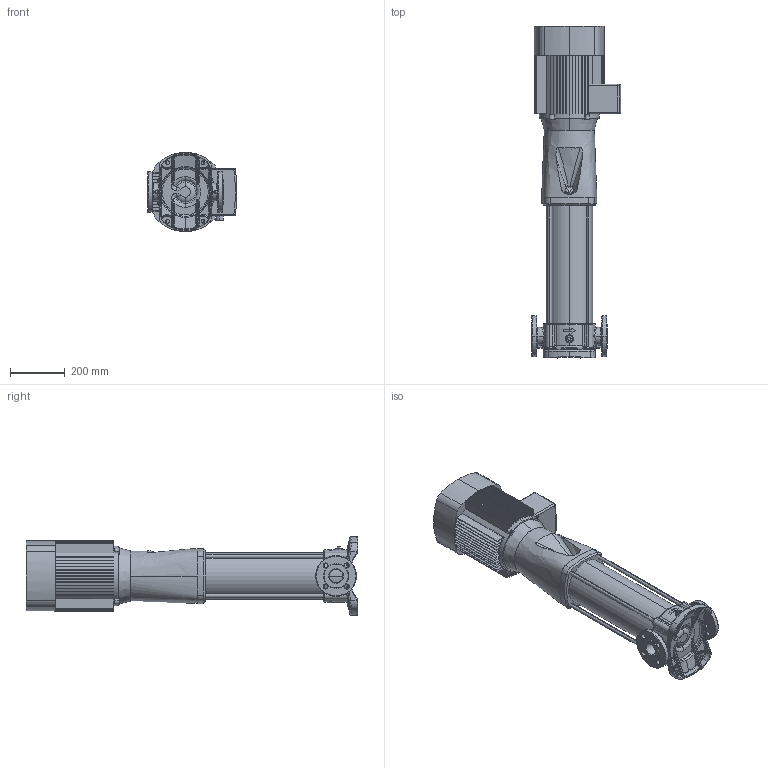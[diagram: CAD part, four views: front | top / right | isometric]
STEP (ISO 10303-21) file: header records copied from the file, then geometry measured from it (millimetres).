
FILE_DESCRIPTION (( 'STEP AP203' ), '1' );
FILE_NAME ('CDM(F)10-15 FSWP(S_L)C.STEP', '2022-08-05T12:49:29', ( '' ), ( '' ), 'SwSTEP 2.0', 'SolidWorks 2020', '' );
FILE_SCHEMA (( 'CONFIG_CONTROL_DESIGN' ));
Length unit declared in the file: millimetre
Products named in the file (4): ED_B14_YE2-132S1-2 (5.5); CDM(F)10_prot_F_CDM(F)10-15_F; CDM(F)10-15 FSWP(S_L)C; CDM10_fon_1_21_CDM10-15
Assembly tree (3 placements, depth 2):
  CDM(F)10-15 FSWP(S_L)C
    CDM(F)10_prot_F_CDM(F)10-15_F
    CDM10_fon_1_21_CDM10-15
    ED_B14_YE2-132S1-2 (5.5)
Bounding box: 329.37 x 1218 x 290 mm (x, y, z)
Volume: 40700747.5 mm3; surface area: 1817940.9 mm2
Topology: 7 solids, 8 shells, 1181 faces, 3045 edges, 1873 vertices
Faces by surface type: bspline 350, plane 347, cylinder 277, torus 134, cone 59, sphere 14
Entity records: 72986 total; most frequent: CARTESIAN_POINT 46266, ORIENTED_EDGE 6006, DIRECTION 4912, EDGE_CURVE 3003, AXIS2_PLACEMENT_3D 1999, VERTEX_POINT 1873, EDGE_LOOP 1248, ADVANCED_FACE 1181
